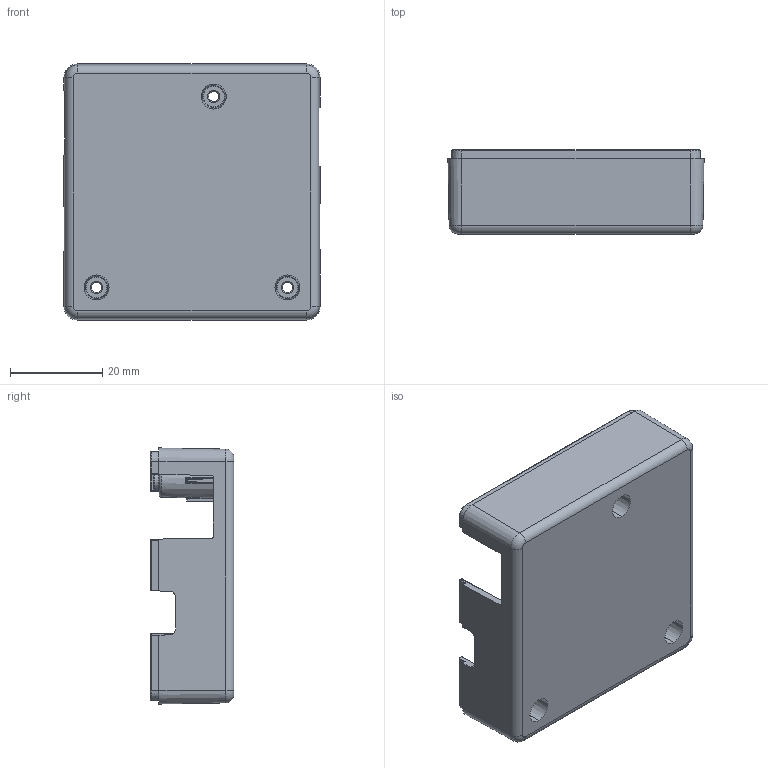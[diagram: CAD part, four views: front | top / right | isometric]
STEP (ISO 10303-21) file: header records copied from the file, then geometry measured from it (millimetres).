
FILE_DESCRIPTION (( 'STEP AP214' ), '1' );
FILE_NAME ('BOTTOM ENCLOSURE.STEP', '2021-09-28T06:00:28', ( '' ), ( '' ), 'SwSTEP 2.0', 'SolidWorks 2020', '' );
FILE_SCHEMA (( 'AUTOMOTIVE_DESIGN' ));
Length unit declared in the file: millimetre
Products named in the file (1): BOTTOM ENCLOSURE
Bounding box: 55.53 x 18.15 x 55.53 mm (x, y, z)
Volume: 10853.6 mm3; surface area: 14822.8 mm2
Topology: 1 solids, 1 shells, 1283 faces, 2918 edges, 1583 vertices
Faces by surface type: cylinder 489, bspline 301, plane 213, sphere 170, torus 74, cone 36
Entity records: 38702 total; most frequent: CARTESIAN_POINT 12773, ORIENTED_EDGE 5714, DIRECTION 5305, EDGE_CURVE 2857, AXIS2_PLACEMENT_3D 2109, VERTEX_POINT 1583, EDGE_LOOP 1296, FACE_OUTER_BOUND 1283
